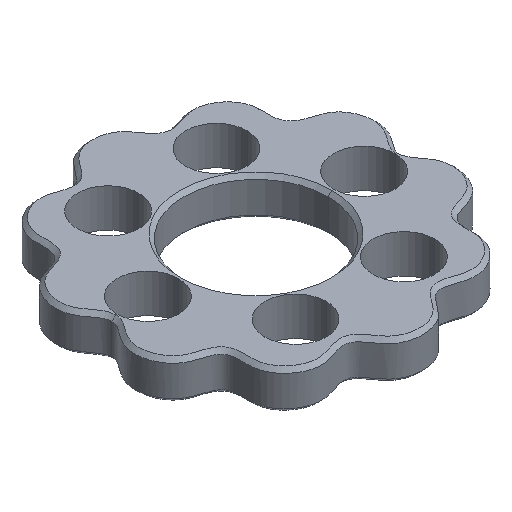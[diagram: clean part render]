
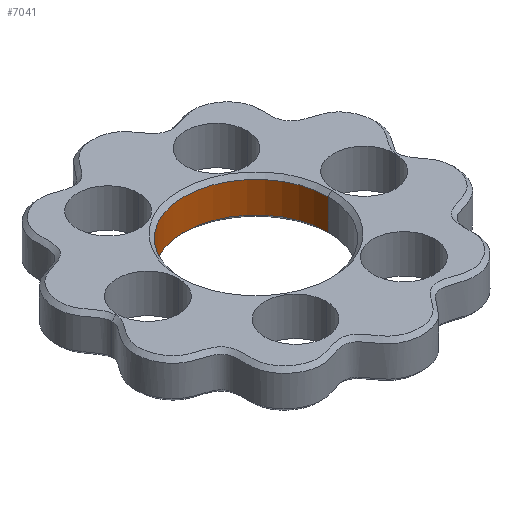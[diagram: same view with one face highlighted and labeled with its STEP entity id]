
A CAD part, isometric view. The second image highlights one B-rep face of the part: STEP entity #7041.
In plain terms, the highlighted cylindrical face has radius 7.5 mm (diameter 15 mm), a partial arc.
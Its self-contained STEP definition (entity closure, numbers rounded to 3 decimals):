
#10 = AXIS2_PLACEMENT_3D ( 'NONE', #1430, #3673, #598 ) ;
#163 = VECTOR ( 'NONE', #2952, 1000. ) ;
#228 = EDGE_CURVE ( 'NONE', #9452, #9950, #4508, .T. ) ;
#598 = DIRECTION ( 'NONE',  ( 1., 0., 0. ) ) ;
#900 = LINE ( 'NONE', #12511, #6593 ) ;
#1430 = CARTESIAN_POINT ( 'NONE',  ( 0., 0., 3.6 ) ) ;
#1906 = DIRECTION ( 'NONE',  ( 0., 0., -1. ) ) ;
#2865 = DIRECTION ( 'NONE',  ( -1., 0., 0. ) ) ;
#2952 = DIRECTION ( 'NONE',  ( 0., 0., -1. ) ) ;
#3200 = EDGE_LOOP ( 'NONE', ( #8146, #4064, #6429, #9370 ) ) ;
#3673 = DIRECTION ( 'NONE',  ( 0., 0., 1. ) ) ;
#3676 = CARTESIAN_POINT ( 'NONE',  ( -7.5, 0., 3.6 ) ) ;
#4064 = ORIENTED_EDGE ( 'NONE', *, *, #228, .T. ) ;
#4083 = FACE_OUTER_BOUND ( 'NONE', #3200, .T. ) ;
#4188 = VERTEX_POINT ( 'NONE', #6397 ) ;
#4337 = AXIS2_PLACEMENT_3D ( 'NONE', #5394, #4619, #9502 ) ;
#4508 = CIRCLE ( 'NONE', #10, 7.5 ) ;
#4619 = DIRECTION ( 'NONE',  ( 0., 0., -1. ) ) ;
#4682 = DIRECTION ( 'NONE',  ( 0., 0., -1. ) ) ;
#5394 = CARTESIAN_POINT ( 'NONE',  ( 0., 0., 0.4 ) ) ;
#5843 = CARTESIAN_POINT ( 'NONE',  ( -7.5, 0., 4. ) ) ;
#5969 = LINE ( 'NONE', #5843, #163 ) ;
#6397 = CARTESIAN_POINT ( 'NONE',  ( -7.5, 0., 0.4 ) ) ;
#6429 = ORIENTED_EDGE ( 'NONE', *, *, #7983, .T. ) ;
#6593 = VECTOR ( 'NONE', #4682, 1000. ) ;
#6936 = AXIS2_PLACEMENT_3D ( 'NONE', #11911, #1906, #2865 ) ;
#7041 = ADVANCED_FACE ( 'NONE', ( #4083 ), #9866, .F. ) ;
#7983 = EDGE_CURVE ( 'NONE', #9950, #4188, #5969, .T. ) ;
#8146 = ORIENTED_EDGE ( 'NONE', *, *, #12603, .F. ) ;
#8583 = CARTESIAN_POINT ( 'NONE',  ( 7.5, 0., 3.6 ) ) ;
#9267 = CIRCLE ( 'NONE', #4337, 7.5 ) ;
#9370 = ORIENTED_EDGE ( 'NONE', *, *, #11192, .T. ) ;
#9452 = VERTEX_POINT ( 'NONE', #8583 ) ;
#9502 = DIRECTION ( 'NONE',  ( 1., 0., 0. ) ) ;
#9866 = CYLINDRICAL_SURFACE ( 'NONE', #6936, 7.5 ) ;
#9950 = VERTEX_POINT ( 'NONE', #3676 ) ;
#10203 = CARTESIAN_POINT ( 'NONE',  ( 7.5, 0., 0.4 ) ) ;
#11192 = EDGE_CURVE ( 'NONE', #4188, #12016, #9267, .T. ) ;
#11911 = CARTESIAN_POINT ( 'NONE',  ( 0., 0., 4. ) ) ;
#12016 = VERTEX_POINT ( 'NONE', #10203 ) ;
#12511 = CARTESIAN_POINT ( 'NONE',  ( 7.5, 0., 4. ) ) ;
#12603 = EDGE_CURVE ( 'NONE', #9452, #12016, #900, .T. ) ;
